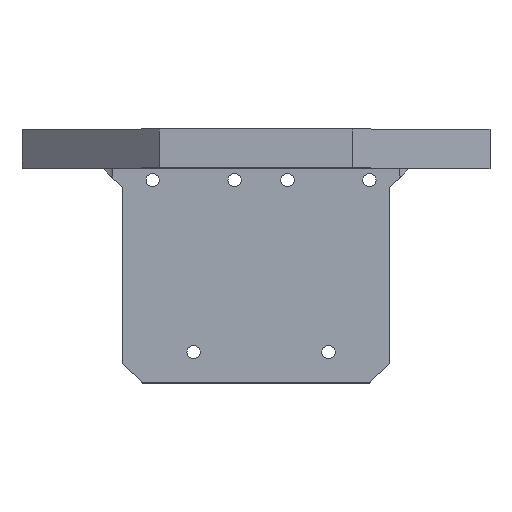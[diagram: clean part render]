
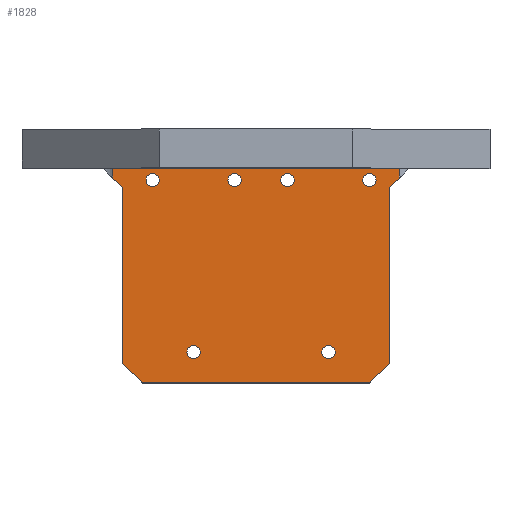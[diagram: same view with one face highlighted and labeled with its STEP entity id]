
A CAD part, top view. The second image highlights one B-rep face of the part: STEP entity #1828.
In plain terms, the highlighted planar face has unit normal (0, 0, 1).
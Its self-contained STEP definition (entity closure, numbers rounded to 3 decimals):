
#74=FACE_BOUND('',#303,.T.);
#75=FACE_BOUND('',#304,.T.);
#76=FACE_BOUND('',#305,.T.);
#77=FACE_BOUND('',#306,.T.);
#78=FACE_BOUND('',#307,.T.);
#79=FACE_BOUND('',#308,.T.);
#139=CIRCLE('',#1991,1.7);
#140=CIRCLE('',#1992,1.7);
#141=CIRCLE('',#1993,1.7);
#142=CIRCLE('',#1994,1.7);
#143=CIRCLE('',#1995,1.7);
#144=CIRCLE('',#1996,1.7);
#198=FACE_OUTER_BOUND('',#302,.T.);
#302=EDGE_LOOP('',(#1339,#1340,#1341,#1342,#1343,#1344,#1345,#1346,#1347,
#1348,#1349,#1350,#1351,#1352,#1353,#1354,#1355,#1356));
#303=EDGE_LOOP('',(#1357));
#304=EDGE_LOOP('',(#1358));
#305=EDGE_LOOP('',(#1359));
#306=EDGE_LOOP('',(#1360));
#307=EDGE_LOOP('',(#1361));
#308=EDGE_LOOP('',(#1362));
#413=LINE('',#2697,#587);
#434=LINE('',#2781,#608);
#438=LINE('',#2789,#612);
#442=LINE('',#2797,#616);
#453=LINE('',#2849,#627);
#455=LINE('',#2855,#629);
#458=LINE('',#2861,#632);
#470=LINE('',#2899,#644);
#472=LINE('',#2902,#646);
#473=LINE('',#2904,#647);
#474=LINE('',#2906,#648);
#475=LINE('',#2907,#649);
#476=LINE('',#2909,#650);
#477=LINE('',#2911,#651);
#478=LINE('',#2912,#652);
#479=LINE('',#2913,#653);
#480=LINE('',#2915,#654);
#481=LINE('',#2916,#655);
#587=VECTOR('',#2136,10.);
#608=VECTOR('',#2201,10.);
#612=VECTOR('',#2205,10.);
#616=VECTOR('',#2209,10.);
#627=VECTOR('',#2252,10.);
#629=VECTOR('',#2258,10.);
#632=VECTOR('',#2263,10.);
#644=VECTOR('',#2295,10.);
#646=VECTOR('',#2299,10.);
#647=VECTOR('',#2300,10.);
#648=VECTOR('',#2301,10.);
#649=VECTOR('',#2302,10.);
#650=VECTOR('',#2303,10.);
#651=VECTOR('',#2304,10.);
#652=VECTOR('',#2305,10.);
#653=VECTOR('',#2306,10.);
#654=VECTOR('',#2307,10.);
#655=VECTOR('',#2308,10.);
#768=VERTEX_POINT('',#2694);
#769=VERTEX_POINT('',#2696);
#809=VERTEX_POINT('',#2778);
#810=VERTEX_POINT('',#2780);
#813=VERTEX_POINT('',#2786);
#814=VERTEX_POINT('',#2788);
#817=VERTEX_POINT('',#2794);
#818=VERTEX_POINT('',#2796);
#842=VERTEX_POINT('',#2846);
#843=VERTEX_POINT('',#2848);
#845=VERTEX_POINT('',#2854);
#847=VERTEX_POINT('',#2860);
#863=VERTEX_POINT('',#2898);
#864=VERTEX_POINT('',#2903);
#865=VERTEX_POINT('',#2905);
#866=VERTEX_POINT('',#2908);
#867=VERTEX_POINT('',#2910);
#868=VERTEX_POINT('',#2914);
#869=VERTEX_POINT('',#2917);
#870=VERTEX_POINT('',#2919);
#871=VERTEX_POINT('',#2921);
#872=VERTEX_POINT('',#2923);
#873=VERTEX_POINT('',#2925);
#874=VERTEX_POINT('',#2927);
#951=EDGE_CURVE('',#768,#769,#413,.T.);
#993=EDGE_CURVE('',#809,#810,#434,.T.);
#997=EDGE_CURVE('',#813,#814,#438,.T.);
#1001=EDGE_CURVE('',#817,#818,#442,.T.);
#1027=EDGE_CURVE('',#843,#842,#453,.F.);
#1030=EDGE_CURVE('',#843,#845,#455,.T.);
#1033=EDGE_CURVE('',#845,#847,#458,.T.);
#1053=EDGE_CURVE('',#847,#863,#470,.T.);
#1055=EDGE_CURVE('',#842,#818,#472,.T.);
#1056=EDGE_CURVE('',#817,#864,#473,.T.);
#1057=EDGE_CURVE('',#865,#864,#474,.T.);
#1058=EDGE_CURVE('',#814,#865,#475,.T.);
#1059=EDGE_CURVE('',#813,#866,#476,.T.);
#1060=EDGE_CURVE('',#867,#866,#477,.T.);
#1061=EDGE_CURVE('',#810,#867,#478,.T.);
#1062=EDGE_CURVE('',#769,#809,#479,.F.);
#1063=EDGE_CURVE('',#768,#868,#480,.T.);
#1064=EDGE_CURVE('',#863,#868,#481,.T.);
#1065=EDGE_CURVE('',#869,#869,#139,.T.);
#1066=EDGE_CURVE('',#870,#870,#140,.T.);
#1067=EDGE_CURVE('',#871,#871,#141,.T.);
#1068=EDGE_CURVE('',#872,#872,#142,.T.);
#1069=EDGE_CURVE('',#873,#873,#143,.T.);
#1070=EDGE_CURVE('',#874,#874,#144,.T.);
#1339=ORIENTED_EDGE('',*,*,#1033,.F.);
#1340=ORIENTED_EDGE('',*,*,#1030,.F.);
#1341=ORIENTED_EDGE('',*,*,#1027,.T.);
#1342=ORIENTED_EDGE('',*,*,#1055,.T.);
#1343=ORIENTED_EDGE('',*,*,#1001,.F.);
#1344=ORIENTED_EDGE('',*,*,#1056,.T.);
#1345=ORIENTED_EDGE('',*,*,#1057,.F.);
#1346=ORIENTED_EDGE('',*,*,#1058,.F.);
#1347=ORIENTED_EDGE('',*,*,#997,.F.);
#1348=ORIENTED_EDGE('',*,*,#1059,.T.);
#1349=ORIENTED_EDGE('',*,*,#1060,.F.);
#1350=ORIENTED_EDGE('',*,*,#1061,.F.);
#1351=ORIENTED_EDGE('',*,*,#993,.F.);
#1352=ORIENTED_EDGE('',*,*,#1062,.F.);
#1353=ORIENTED_EDGE('',*,*,#951,.F.);
#1354=ORIENTED_EDGE('',*,*,#1063,.T.);
#1355=ORIENTED_EDGE('',*,*,#1064,.F.);
#1356=ORIENTED_EDGE('',*,*,#1053,.F.);
#1357=ORIENTED_EDGE('',*,*,#1065,.T.);
#1358=ORIENTED_EDGE('',*,*,#1066,.T.);
#1359=ORIENTED_EDGE('',*,*,#1067,.T.);
#1360=ORIENTED_EDGE('',*,*,#1068,.T.);
#1361=ORIENTED_EDGE('',*,*,#1069,.T.);
#1362=ORIENTED_EDGE('',*,*,#1070,.T.);
#1781=PLANE('',#1990);
#1828=ADVANCED_FACE('',(#198,#74,#75,#76,#77,#78,#79),#1781,.F.);
#1990=AXIS2_PLACEMENT_3D('',#2901,#2297,#2298);
#1991=AXIS2_PLACEMENT_3D('',#2918,#2309,#2310);
#1992=AXIS2_PLACEMENT_3D('',#2920,#2311,#2312);
#1993=AXIS2_PLACEMENT_3D('',#2922,#2313,#2314);
#1994=AXIS2_PLACEMENT_3D('',#2924,#2315,#2316);
#1995=AXIS2_PLACEMENT_3D('',#2926,#2317,#2318);
#1996=AXIS2_PLACEMENT_3D('',#2928,#2319,#2320);
#2136=DIRECTION('',(-0.707,0.707,0.));
#2201=DIRECTION('',(1.,0.,0.));
#2205=DIRECTION('',(1.,0.,0.));
#2209=DIRECTION('',(1.,0.,0.));
#2252=DIRECTION('',(-0.707,-0.707,0.));
#2258=DIRECTION('',(0.,-1.,0.));
#2263=DIRECTION('',(-0.707,-0.707,0.));
#2295=DIRECTION('',(-1.,0.,0.));
#2297=DIRECTION('center_axis',(0.,0.,-1.));
#2298=DIRECTION('ref_axis',(-1.,0.,0.));
#2299=DIRECTION('',(0.,1.,0.));
#2300=DIRECTION('',(0.,1.,0.));
#2301=DIRECTION('',(1.,0.,0.));
#2302=DIRECTION('',(0.,1.,0.));
#2303=DIRECTION('',(0.,1.,0.));
#2304=DIRECTION('',(1.,0.,0.));
#2305=DIRECTION('',(0.,1.,0.));
#2306=DIRECTION('',(0.,-1.,0.));
#2307=DIRECTION('',(0.,-1.,0.));
#2308=DIRECTION('',(-0.707,0.707,0.));
#2309=DIRECTION('center_axis',(0.,0.,-1.));
#2310=DIRECTION('ref_axis',(1.,0.,0.));
#2311=DIRECTION('center_axis',(0.,0.,-1.));
#2312=DIRECTION('ref_axis',(1.,0.,0.));
#2313=DIRECTION('center_axis',(0.,0.,-1.));
#2314=DIRECTION('ref_axis',(1.,0.,0.));
#2315=DIRECTION('center_axis',(0.,0.,-1.));
#2316=DIRECTION('ref_axis',(1.,0.,0.));
#2317=DIRECTION('center_axis',(0.,0.,-1.));
#2318=DIRECTION('ref_axis',(1.,0.,0.));
#2319=DIRECTION('center_axis',(0.,0.,-1.));
#2320=DIRECTION('ref_axis',(1.,0.,0.));
#2694=CARTESIAN_POINT('',(-34.165,-100.,-110.342));
#2696=CARTESIAN_POINT('',(-36.693,-97.472,-110.342));
#2697=CARTESIAN_POINT('',(-28.436,-105.729,-110.342));
#2778=CARTESIAN_POINT('',(-36.693,-95.,-110.342));
#2780=CARTESIAN_POINT('',(-30.75,-95.,-110.342));
#2781=CARTESIAN_POINT('',(-0.625,-95.,-110.342));
#2786=CARTESIAN_POINT('',(-1.25,-95.,-110.342));
#2788=CARTESIAN_POINT('',(1.25,-95.,-110.342));
#2789=CARTESIAN_POINT('',(17.083,-95.,-110.342));
#2794=CARTESIAN_POINT('',(30.75,-95.,-110.342));
#2796=CARTESIAN_POINT('',(36.693,-95.,-110.342));
#2797=CARTESIAN_POINT('',(17.083,-95.,-110.342));
#2846=CARTESIAN_POINT('',(36.693,-97.472,-110.342));
#2848=CARTESIAN_POINT('',(34.165,-100.,-110.342));
#2849=CARTESIAN_POINT('',(27.811,-106.354,-110.342));
#2854=CARTESIAN_POINT('',(34.165,-145.,-110.342));
#2855=CARTESIAN_POINT('',(34.165,-95.,-110.342));
#2860=CARTESIAN_POINT('',(29.165,-150.,-110.342));
#2861=CARTESIAN_POINT('',(36.561,-142.604,-110.342));
#2898=CARTESIAN_POINT('',(-29.165,-150.,-110.342));
#2899=CARTESIAN_POINT('',(34.165,-150.,-110.342));
#2901=CARTESIAN_POINT('Origin',(-1.25,-95.,-110.342));
#2902=CARTESIAN_POINT('',(36.693,-85.,-110.342));
#2903=CARTESIAN_POINT('',(30.75,-85.,-110.342));
#2904=CARTESIAN_POINT('',(30.75,-95.,-110.342));
#2905=CARTESIAN_POINT('',(1.25,-85.,-110.342));
#2906=CARTESIAN_POINT('',(15.375,-85.,-110.342));
#2907=CARTESIAN_POINT('',(1.25,-95.,-110.342));
#2908=CARTESIAN_POINT('',(-1.25,-85.,-110.342));
#2909=CARTESIAN_POINT('',(-1.25,-95.,-110.342));
#2910=CARTESIAN_POINT('',(-30.75,-85.,-110.342));
#2911=CARTESIAN_POINT('',(-0.625,-85.,-110.342));
#2912=CARTESIAN_POINT('',(-30.75,-95.,-110.342));
#2913=CARTESIAN_POINT('',(-36.693,-85.,-110.342));
#2914=CARTESIAN_POINT('',(-34.165,-145.,-110.342));
#2915=CARTESIAN_POINT('',(-34.165,-95.,-110.342));
#2916=CARTESIAN_POINT('',(-37.186,-141.979,-110.342));
#2917=CARTESIAN_POINT('',(-17.7,-142.1,-110.342));
#2918=CARTESIAN_POINT('Origin',(-16.,-142.1,-110.342));
#2919=CARTESIAN_POINT('',(16.883,-142.1,-110.342));
#2920=CARTESIAN_POINT('Origin',(18.583,-142.1,-110.342));
#2921=CARTESIAN_POINT('',(-7.2,-98.,-110.342));
#2922=CARTESIAN_POINT('Origin',(-5.5,-98.,-110.342));
#2923=CARTESIAN_POINT('',(6.383,-98.,-110.342));
#2924=CARTESIAN_POINT('Origin',(8.083,-98.,-110.342));
#2925=CARTESIAN_POINT('',(27.383,-98.,-110.342));
#2926=CARTESIAN_POINT('Origin',(29.083,-98.,-110.342));
#2927=CARTESIAN_POINT('',(-28.2,-98.,-110.342));
#2928=CARTESIAN_POINT('Origin',(-26.5,-98.,-110.342));
